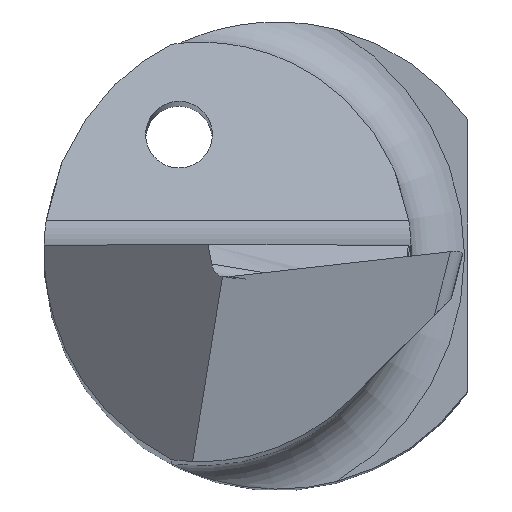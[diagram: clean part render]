
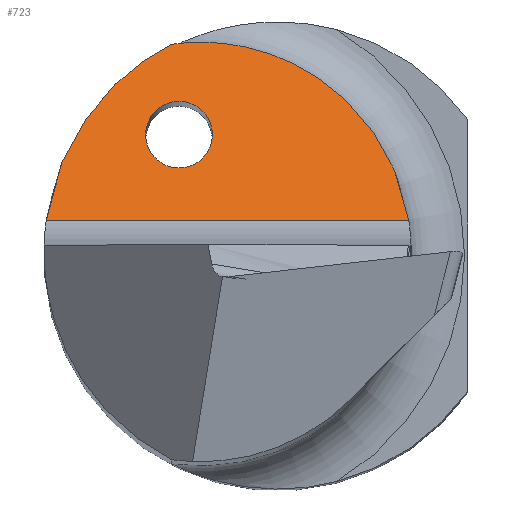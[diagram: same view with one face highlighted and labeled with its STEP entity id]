
A CAD part, top view. The second image highlights one B-rep face of the part: STEP entity #723.
In plain terms, the highlighted planar face has unit normal (0, 0.766, 0.643).
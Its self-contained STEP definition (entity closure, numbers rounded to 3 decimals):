
#1 =( BOUNDED_CURVE ( )  B_SPLINE_CURVE ( 3, ( #305, #570, #841, #837 ),
 .UNSPECIFIED., .F., .F. ) 
 B_SPLINE_CURVE_WITH_KNOTS ( ( 4, 4 ),
 ( 4.848, 5.813 ),
 .UNSPECIFIED. ) 
 CURVE ( )  GEOMETRIC_REPRESENTATION_ITEM ( )  RATIONAL_B_SPLINE_CURVE ( ( 1., 0.924, 0.924, 1. ) ) 
 REPRESENTATION_ITEM ( '' )  );
#2 = CARTESIAN_POINT ( 'NONE',  ( -1.478, 2.262, 42.021 ) ) ;
#15 = CARTESIAN_POINT ( 'NONE',  ( -3.5, 0.474, 44.152 ) ) ;
#56 = CARTESIAN_POINT ( 'NONE',  ( -3.5, 0.474, 44.152 ) ) ;
#58 = CARTESIAN_POINT ( 'NONE',  ( -0.478, 2.262, 42.021 ) ) ;
#79 = EDGE_CURVE ( 'NONE', #777, #777, #246, .T. ) ;
#81 = EDGE_LOOP ( 'NONE', ( #819 ) ) ;
#85 = CARTESIAN_POINT ( 'NONE',  ( 1.689, 2.281, 41.998 ) ) ;
#89 = LINE ( 'NONE', #15, #738 ) ;
#101 = EDGE_LOOP ( 'NONE', ( #508, #583, #461 ) ) ;
#177 = CARTESIAN_POINT ( 'NONE',  ( -1.478, 2.262, 42.021 ) ) ;
#222 = DIRECTION ( 'NONE',  ( 1., 0., 0. ) ) ;
#246 =( BOUNDED_CURVE ( )  B_SPLINE_CURVE ( 3, ( #656, #788, #716, #651, #515, #58, #2 ),
 .UNSPECIFIED., .T., .F. ) 
 B_SPLINE_CURVE_WITH_KNOTS ( ( 4, 3, 4 ),
 ( 0., 3.142, 6.283 ),
 .UNSPECIFIED. ) 
 CURVE ( )  GEOMETRIC_REPRESENTATION_ITEM ( )  RATIONAL_B_SPLINE_CURVE ( ( 1., 0.333, 0.333, 1., 0.333, 0.333, 1. ) ) 
 REPRESENTATION_ITEM ( '' )  );
#297 = VERTEX_POINT ( 'NONE', #311 ) ;
#305 = CARTESIAN_POINT ( 'NONE',  ( -3.468, 0.474, 44.152 ) ) ;
#311 = CARTESIAN_POINT ( 'NONE',  ( -3.468, 0.474, 44.152 ) ) ;
#324 = FACE_OUTER_BOUND ( 'NONE', #101, .T. ) ;
#337 = VERTEX_POINT ( 'NONE', #657 ) ;
#364 = CARTESIAN_POINT ( 'NONE',  ( 0.223, 3.373, 40.697 ) ) ;
#392 = PLANE ( 'NONE',  #534 ) ;
#461 = ORIENTED_EDGE ( 'NONE', *, *, #809, .F. ) ;
#470 = EDGE_CURVE ( 'NONE', #337, #709, #658, .T. ) ;
#493 = EDGE_CURVE ( 'NONE', #297, #337, #89, .T. ) ;
#508 = ORIENTED_EDGE ( 'NONE', *, *, #493, .T. ) ;
#515 = CARTESIAN_POINT ( 'NONE',  ( -0.478, 1.262, 43.213 ) ) ;
#534 = AXIS2_PLACEMENT_3D ( 'NONE', #56, #654, #726 ) ;
#570 = CARTESIAN_POINT ( 'NONE',  ( -3.309, 1.634, 42.769 ) ) ;
#583 = ORIENTED_EDGE ( 'NONE', *, *, #470, .T. ) ;
#651 = CARTESIAN_POINT ( 'NONE',  ( -1.478, 1.262, 43.213 ) ) ;
#654 = DIRECTION ( 'NONE',  ( 0., -0.766, -0.643 ) ) ;
#656 = CARTESIAN_POINT ( 'NONE',  ( -1.478, 2.262, 42.021 ) ) ;
#657 = CARTESIAN_POINT ( 'NONE',  ( 1.964, 0.474, 44.152 ) ) ;
#658 =( BOUNDED_CURVE ( )  B_SPLINE_CURVE ( 3, ( #687, #85, #364, #818 ),
 .UNSPECIFIED., .F., .F. ) 
 B_SPLINE_CURVE_WITH_KNOTS ( ( 4, 4 ),
 ( 4.864, 6.422 ),
 .UNSPECIFIED. ) 
 CURVE ( )  GEOMETRIC_REPRESENTATION_ITEM ( )  RATIONAL_B_SPLINE_CURVE ( ( 1., 0.808, 0.808, 1. ) ) 
 REPRESENTATION_ITEM ( '' )  );
#687 = CARTESIAN_POINT ( 'NONE',  ( 1.964, 0.474, 44.152 ) ) ;
#709 = VERTEX_POINT ( 'NONE', #771 ) ;
#716 = CARTESIAN_POINT ( 'NONE',  ( -2.478, 1.262, 43.213 ) ) ;
#723 = ADVANCED_FACE ( 'NONE', ( #838, #324 ), #392, .F. ) ;
#726 = DIRECTION ( 'NONE',  ( 0., 0.643, -0.766 ) ) ;
#738 = VECTOR ( 'NONE', #222, 1000. ) ;
#771 = CARTESIAN_POINT ( 'NONE',  ( -1.587, 3.12, 40.999 ) ) ;
#777 = VERTEX_POINT ( 'NONE', #177 ) ;
#788 = CARTESIAN_POINT ( 'NONE',  ( -2.478, 2.262, 42.021 ) ) ;
#809 = EDGE_CURVE ( 'NONE', #297, #709, #1, .T. ) ;
#818 = CARTESIAN_POINT ( 'NONE',  ( -1.587, 3.12, 40.999 ) ) ;
#819 = ORIENTED_EDGE ( 'NONE', *, *, #79, .F. ) ;
#837 = CARTESIAN_POINT ( 'NONE',  ( -1.587, 3.12, 40.999 ) ) ;
#838 = FACE_BOUND ( 'NONE', #81, .T. ) ;
#841 = CARTESIAN_POINT ( 'NONE',  ( -2.631, 2.589, 41.632 ) ) ;
